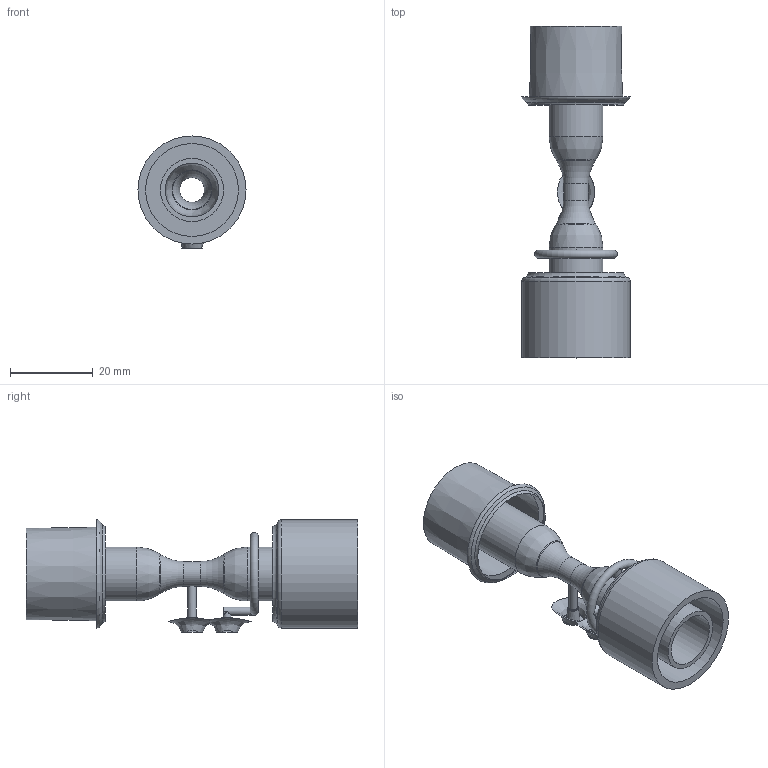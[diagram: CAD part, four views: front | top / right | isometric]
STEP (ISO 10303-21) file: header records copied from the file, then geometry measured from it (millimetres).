
FILE_DESCRIPTION(/* description */ (''),/* implementation_level */ '2;1');
FILE_NAME(/* name */ 'Volumensensor_Typ3_einseitig v2.step',/* time_stamp */ '2020-04-10T16:38:57+02:00',/* author */ (''),/* organization */ (''),/* preprocessor_version */ 'ST-DEVELOPER v18',/* originating_system */ 'Autodesk Translation Framework v8.12.0.6',/* authorisation */ '');
FILE_SCHEMA (('AUTOMOTIVE_DESIGN { 1 0 10303 214 3 1 1 }'));
Length unit declared in the file: millimetre
Products named in the file (1): Volumensensor_Typ3_einseitig
Bounding box: 26.06 x 80 x 27.03 mm (x, y, z)
Volume: 28101 mm3; surface area: 13822.3 mm2
Topology: 1 solids, 1 shells, 51 faces, 161 edges, 110 vertices
Faces by surface type: cylinder 22, plane 11, cone 7, torus 7, bspline 4
Full cylindrical faces by diameter (mm): 2 x7, 2.5 x2, 6 x1, 13 x2, 15.23 x1, 22.36 x1, 23 x2, 26.06 x1
Entity records: 2601 total; most frequent: CARTESIAN_POINT 1143, ORIENTED_EDGE 322, DIRECTION 292, EDGE_CURVE 161, AXIS2_PLACEMENT_3D 132, VERTEX_POINT 110, CIRCLE 80, EDGE_LOOP 63
